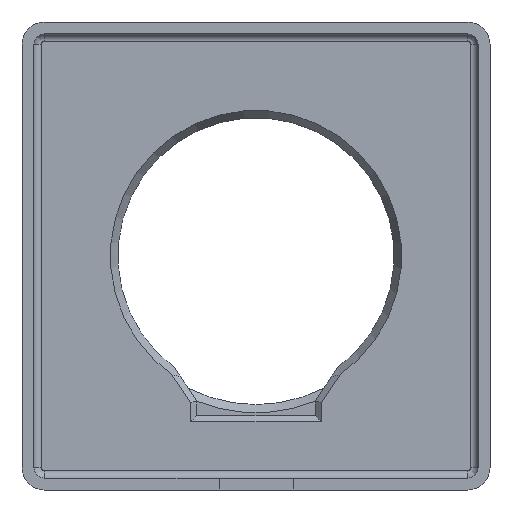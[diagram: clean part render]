
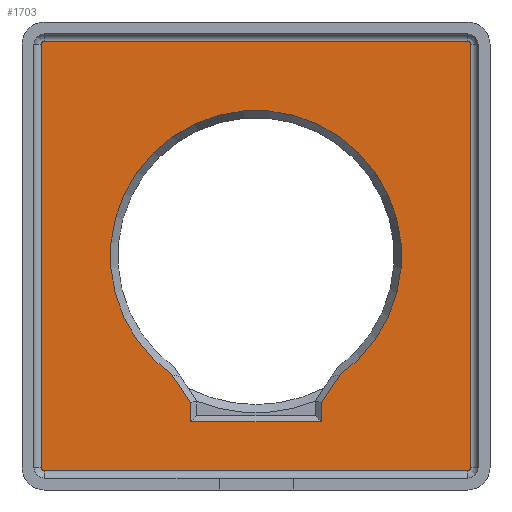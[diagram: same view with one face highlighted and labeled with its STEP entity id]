
A CAD part, front view. The second image highlights one B-rep face of the part: STEP entity #1703.
In plain terms, the highlighted planar face has unit normal (0, -1, 0).
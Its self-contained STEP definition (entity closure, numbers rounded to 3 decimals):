
#34=FACE_BOUND('',#643,.T.);
#53=PLANE('',#1812);
#116=LINE('',#2408,#315);
#119=LINE('',#2415,#318);
#120=LINE('',#2448,#319);
#123=LINE('',#2455,#322);
#155=LINE('',#2536,#354);
#156=LINE('',#2540,#355);
#157=LINE('',#2542,#356);
#158=LINE('',#2544,#357);
#159=LINE('',#2545,#358);
#315=VECTOR('',#1933,1.);
#318=VECTOR('',#1940,1.);
#319=VECTOR('',#1957,1.);
#322=VECTOR('',#1964,1.);
#354=VECTOR('',#2014,10.);
#355=VECTOR('',#2017,10.);
#356=VECTOR('',#2018,10.);
#357=VECTOR('',#2019,10.);
#358=VECTOR('',#2020,10.);
#544=FACE_OUTER_BOUND('',#642,.T.);
#642=EDGE_LOOP('',(#1261,#1262,#1263,#1264,#1265,#1266,#1267,#1268));
#643=EDGE_LOOP('',(#1269,#1270,#1271,#1272,#1273,#1274));
#741=CIRCLE('',#1787,0.4);
#747=CIRCLE('',#1795,0.4);
#751=CIRCLE('',#1799,0.4);
#754=CIRCLE('',#1804,0.4);
#758=CIRCLE('',#1813,19.6);
#783=VERTEX_POINT('',#2397);
#784=VERTEX_POINT('',#2399);
#787=VERTEX_POINT('',#2406);
#788=VERTEX_POINT('',#2411);
#791=VERTEX_POINT('',#2426);
#792=VERTEX_POINT('',#2439);
#795=VERTEX_POINT('',#2446);
#796=VERTEX_POINT('',#2451);
#827=VERTEX_POINT('',#2534);
#828=VERTEX_POINT('',#2535);
#829=VERTEX_POINT('',#2537);
#830=VERTEX_POINT('',#2539);
#831=VERTEX_POINT('',#2541);
#832=VERTEX_POINT('',#2543);
#941=EDGE_CURVE('',#783,#784,#741,.T.);
#945=EDGE_CURVE('',#787,#783,#116,.T.);
#949=EDGE_CURVE('',#784,#788,#119,.T.);
#951=EDGE_CURVE('',#791,#787,#747,.T.);
#955=EDGE_CURVE('',#788,#792,#751,.T.);
#957=EDGE_CURVE('',#795,#791,#120,.T.);
#961=EDGE_CURVE('',#792,#796,#123,.T.);
#962=EDGE_CURVE('',#796,#795,#754,.T.);
#997=EDGE_CURVE('',#827,#828,#155,.T.);
#998=EDGE_CURVE('',#829,#827,#758,.T.);
#999=EDGE_CURVE('',#830,#829,#156,.T.);
#1000=EDGE_CURVE('',#831,#830,#157,.T.);
#1001=EDGE_CURVE('',#832,#831,#158,.T.);
#1002=EDGE_CURVE('',#828,#832,#159,.T.);
#1261=ORIENTED_EDGE('',*,*,#941,.F.);
#1262=ORIENTED_EDGE('',*,*,#945,.F.);
#1263=ORIENTED_EDGE('',*,*,#951,.F.);
#1264=ORIENTED_EDGE('',*,*,#957,.F.);
#1265=ORIENTED_EDGE('',*,*,#962,.F.);
#1266=ORIENTED_EDGE('',*,*,#961,.F.);
#1267=ORIENTED_EDGE('',*,*,#955,.F.);
#1268=ORIENTED_EDGE('',*,*,#949,.F.);
#1269=ORIENTED_EDGE('',*,*,#997,.F.);
#1270=ORIENTED_EDGE('',*,*,#998,.F.);
#1271=ORIENTED_EDGE('',*,*,#999,.F.);
#1272=ORIENTED_EDGE('',*,*,#1000,.F.);
#1273=ORIENTED_EDGE('',*,*,#1001,.F.);
#1274=ORIENTED_EDGE('',*,*,#1002,.F.);
#1703=ADVANCED_FACE('',(#544,#34),#53,.F.);
#1787=AXIS2_PLACEMENT_3D('',#2400,#1923,#1924);
#1795=AXIS2_PLACEMENT_3D('',#2428,#1943,#1944);
#1799=AXIS2_PLACEMENT_3D('',#2443,#1951,#1952);
#1804=AXIS2_PLACEMENT_3D('',#2465,#1965,#1966);
#1812=AXIS2_PLACEMENT_3D('',#2533,#2012,#2013);
#1813=AXIS2_PLACEMENT_3D('',#2538,#2015,#2016);
#1923=DIRECTION('center_axis',(0.,1.,0.));
#1924=DIRECTION('ref_axis',(0.707,0.,-0.707));
#1933=DIRECTION('',(0.,0.,1.));
#1940=DIRECTION('',(1.,0.,0.));
#1943=DIRECTION('center_axis',(0.,1.,0.));
#1944=DIRECTION('ref_axis',(1.,0.,0.));
#1951=DIRECTION('center_axis',(0.,1.,0.));
#1952=DIRECTION('ref_axis',(0.,0.,
-1.));
#1957=DIRECTION('',(-1.,0.,0.));
#1964=DIRECTION('',(0.,0.,-1.));
#1965=DIRECTION('center_axis',(0.,1.,0.));
#1966=DIRECTION('ref_axis',(0.,0.,
1.));
#2012=DIRECTION('center_axis',(0.,1.,0.));
#2013=DIRECTION('ref_axis',(0.,0.,1.));
#2014=DIRECTION('',(0.555,0.,-0.832));
#2015=DIRECTION('center_axis',(0.,-1.,0.));
#2016=DIRECTION('ref_axis',(1.,0.,0.));
#2017=DIRECTION('',(0.555,0.,0.832));
#2018=DIRECTION('',(0.,0.,1.));
#2019=DIRECTION('',(1.,0.,0.));
#2020=DIRECTION('',(0.,0.,-1.));
#2397=CARTESIAN_POINT('',(-28.9,27.596,28.5));
#2399=CARTESIAN_POINT('',(-28.5,27.596,28.9));
#2400=CARTESIAN_POINT('Origin',(-28.5,27.596,28.5));
#2406=CARTESIAN_POINT('',(-28.9,27.596,-28.5));
#2408=CARTESIAN_POINT('',(-28.9,27.596,-31.5));
#2411=CARTESIAN_POINT('',(28.5,27.596,28.9));
#2415=CARTESIAN_POINT('',(0.,27.596,28.9));
#2426=CARTESIAN_POINT('',(-28.5,27.596,-28.9));
#2428=CARTESIAN_POINT('Origin',(-28.5,27.596,-28.5));
#2439=CARTESIAN_POINT('',(28.9,27.596,28.5));
#2443=CARTESIAN_POINT('Origin',(28.5,27.596,28.5));
#2446=CARTESIAN_POINT('',(28.5,27.596,-28.9));
#2448=CARTESIAN_POINT('',(31.5,27.596,-28.9));
#2451=CARTESIAN_POINT('',(28.9,27.596,-28.5));
#2455=CARTESIAN_POINT('',(28.9,27.596,0.));
#2465=CARTESIAN_POINT('Origin',(28.5,27.596,-28.5));
#2533=CARTESIAN_POINT('Origin',(0.,27.596,
0.));
#2534=CARTESIAN_POINT('',(-11.27,27.596,-16.036));
#2535=CARTESIAN_POINT('',(-8.8,27.596,-19.742));
#2536=CARTESIAN_POINT('',(-11.935,27.596,-15.038));
#2537=CARTESIAN_POINT('',(11.27,27.596,-16.036));
#2538=CARTESIAN_POINT('Origin',(0.,27.596,0.));
#2539=CARTESIAN_POINT('',(8.8,27.596,-19.742));
#2540=CARTESIAN_POINT('',(13.435,27.596,-12.788));
#2541=CARTESIAN_POINT('',(8.8,27.596,-22.3));
#2542=CARTESIAN_POINT('',(8.8,27.596,-9.75));
#2543=CARTESIAN_POINT('',(-8.8,27.596,-22.3));
#2544=CARTESIAN_POINT('',(4.,27.596,-22.3));
#2545=CARTESIAN_POINT('',(-8.8,27.596,-10.75));
